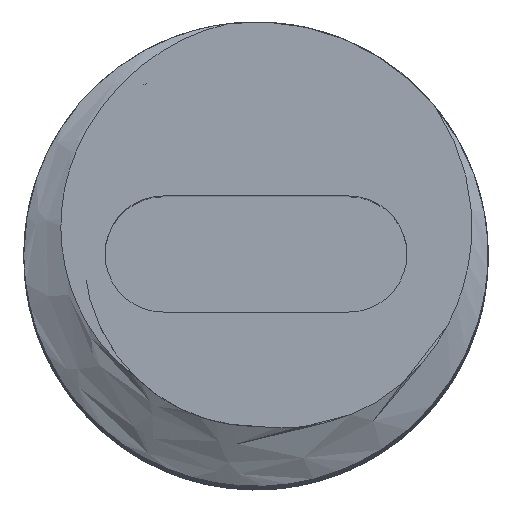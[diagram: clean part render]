
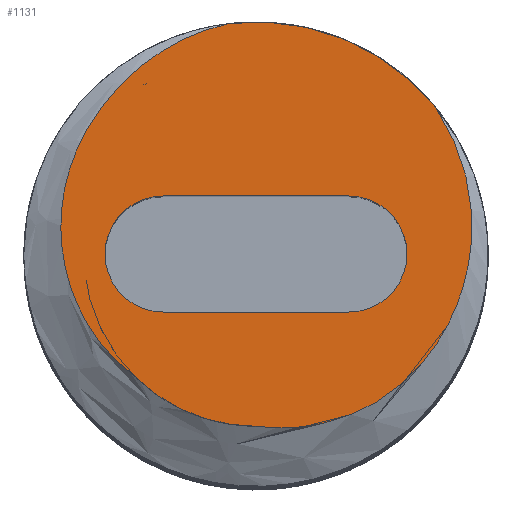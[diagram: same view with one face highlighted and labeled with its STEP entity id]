
A CAD part, top view. The second image highlights one B-rep face of the part: STEP entity #1131.
In plain terms, the highlighted planar face has unit normal (0, 0, 1).
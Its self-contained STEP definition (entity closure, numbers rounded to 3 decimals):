
#18=FACE_BOUND('',#142,.T.);
#22=PLANE('',#1221);
#80=FACE_OUTER_BOUND('',#141,.T.);
#141=EDGE_LOOP('',(#896,#897,#898,#899));
#142=EDGE_LOOP('',(#900,#901,#902,#903));
#150=CIRCLE('',#1209,0.742);
#151=CIRCLE('',#1211,1.);
#152=CIRCLE('',#1214,0.25);
#154=CIRCLE('',#1218,0.25);
#259=B_SPLINE_CURVE_WITH_KNOTS('',3,(#8413,#8414,#8415,#8416,#8417,#8418,
#8419,#8420,#8421,#8422,#8423,#8424,#8425,#8426,#8427,#8428,#8429,#8430,
#8431,#8432,#8433,#8434,#8435,#8436,#8437,#8438,#8439,#8440,#8441,#8442,
#8443,#8444,#8445,#8446),.UNSPECIFIED.,.F.,.F.,(4,3,3,3,3,3,3,3,3,3,3,4),
(-0.185,-0.176,-0.171,-0.164,
-0.16,-0.135,-0.113,-0.098,
-0.089,-0.049,-0.019,0.),
 .UNSPECIFIED.);
#260=B_SPLINE_CURVE_WITH_KNOTS('',3,(#8447,#8448,#8449,#8450,#8451,#8452,
#8453,#8454,#8455,#8456,#8457,#8458,#8459,#8460,#8461,#8462,#8463,#8464,
#8465,#8466,#8467,#8468,#8469,#8470,#8471,#8472,#8473,#8474,#8475,#8476,
#8477,#8478,#8479,#8480,#8481,#8482,#8483,#8484,#8485,#8486,#8487,#8488,
#8489,#8490,#8491,#8492),.UNSPECIFIED.,.F.,.F.,(4,3,3,3,3,3,3,3,3,3,3,3,
3,3,3,4),(-0.371,-0.317,-0.286,-0.265,
-0.246,-0.18,-0.137,-0.115,
-0.102,-0.094,-0.093,-0.07,
-0.056,-0.048,-0.027,0.),
 .UNSPECIFIED.);
#313=LINE('',#8390,#371);
#318=LINE('',#8404,#376);
#371=VECTOR('',#1391,10.);
#376=VECTOR('',#1404,10.);
#482=VERTEX_POINT('',#8154);
#483=VERTEX_POINT('',#8216);
#484=VERTEX_POINT('',#8274);
#485=VERTEX_POINT('',#8336);
#486=VERTEX_POINT('',#8388);
#487=VERTEX_POINT('',#8389);
#490=VERTEX_POINT('',#8397);
#492=VERTEX_POINT('',#8403);
#647=EDGE_CURVE('',#482,#483,#150,.T.);
#650=EDGE_CURVE('',#485,#484,#151,.T.);
#652=EDGE_CURVE('',#486,#487,#313,.T.);
#656=EDGE_CURVE('',#490,#486,#152,.T.);
#659=EDGE_CURVE('',#492,#490,#318,.T.);
#662=EDGE_CURVE('',#487,#492,#154,.T.);
#664=EDGE_CURVE('',#483,#484,#259,.T.);
#665=EDGE_CURVE('',#485,#482,#260,.T.);
#896=ORIENTED_EDGE('',*,*,#650,.T.);
#897=ORIENTED_EDGE('',*,*,#664,.F.);
#898=ORIENTED_EDGE('',*,*,#647,.F.);
#899=ORIENTED_EDGE('',*,*,#665,.F.);
#900=ORIENTED_EDGE('',*,*,#652,.T.);
#901=ORIENTED_EDGE('',*,*,#662,.T.);
#902=ORIENTED_EDGE('',*,*,#659,.T.);
#903=ORIENTED_EDGE('',*,*,#656,.T.);
#1131=ADVANCED_FACE('',(#80,#18),#22,.F.);
#1209=AXIS2_PLACEMENT_3D('',#8217,#1383,#1384);
#1211=AXIS2_PLACEMENT_3D('',#8337,#1387,#1388);
#1214=AXIS2_PLACEMENT_3D('',#8398,#1397,#1398);
#1218=AXIS2_PLACEMENT_3D('',#8409,#1409,#1410);
#1221=AXIS2_PLACEMENT_3D('',#8412,#1415,#1416);
#1383=DIRECTION('center_axis',(0.,0.,-1.));
#1384=DIRECTION('ref_axis',(0.,1.,0.));
#1387=DIRECTION('center_axis',(0.,0.,1.));
#1388=DIRECTION('ref_axis',(1.,0.,0.));
#1391=DIRECTION('',(1.,0.,0.));
#1397=DIRECTION('center_axis',(0.,0.,-1.));
#1398=DIRECTION('ref_axis',(0.,1.,0.));
#1404=DIRECTION('',(-1.,0.,0.));
#1409=DIRECTION('center_axis',(0.,0.,-1.));
#1410=DIRECTION('ref_axis',(0.,-1.,0.));
#1415=DIRECTION('center_axis',(0.,0.,-1.));
#1416=DIRECTION('ref_axis',(-1.,0.,0.));
#8154=CARTESIAN_POINT('',(0.,-0.742,0.));
#8216=CARTESIAN_POINT('',(-0.52,-0.529,0.));
#8217=CARTESIAN_POINT('Origin',(0.,0.,
0.));
#8274=CARTESIAN_POINT('',(-0.116,0.993,0.));
#8336=CARTESIAN_POINT('',(0.774,0.633,0.));
#8337=CARTESIAN_POINT('Origin',(0.,0.,0.));
#8388=CARTESIAN_POINT('',(-0.4,0.25,0.));
#8389=CARTESIAN_POINT('',(0.4,0.25,0.));
#8390=CARTESIAN_POINT('',(-0.2,0.25,0.));
#8397=CARTESIAN_POINT('',(-0.4,-0.25,0.));
#8398=CARTESIAN_POINT('Origin',(-0.4,0.,0.));
#8403=CARTESIAN_POINT('',(0.4,-0.25,0.));
#8404=CARTESIAN_POINT('',(0.2,-0.25,0.));
#8409=CARTESIAN_POINT('Origin',(0.4,0.,0.));
#8412=CARTESIAN_POINT('Origin',(0.,0.,0.));
#8413=CARTESIAN_POINT('Ctrl Pts',(-0.52,-0.529,
0.));
#8414=CARTESIAN_POINT('Ctrl Pts',(-0.557,-0.503,
0.));
#8415=CARTESIAN_POINT('Ctrl Pts',(-0.592,-0.472,
0.));
#8416=CARTESIAN_POINT('Ctrl Pts',(-0.624,-0.439,
0.));
#8417=CARTESIAN_POINT('Ctrl Pts',(-0.64,-0.421,
0.));
#8418=CARTESIAN_POINT('Ctrl Pts',(-0.655,-0.403,
0.));
#8419=CARTESIAN_POINT('Ctrl Pts',(-0.669,-0.386,
0.));
#8420=CARTESIAN_POINT('Ctrl Pts',(-0.687,-0.363,
0.));
#8421=CARTESIAN_POINT('Ctrl Pts',(-0.702,-0.34,
0.));
#8422=CARTESIAN_POINT('Ctrl Pts',(-0.715,-0.319,
0.));
#8423=CARTESIAN_POINT('Ctrl Pts',(-0.724,-0.305,
0.));
#8424=CARTESIAN_POINT('Ctrl Pts',(-0.731,-0.292,
0.));
#8425=CARTESIAN_POINT('Ctrl Pts',(-0.739,-0.279,
0.));
#8426=CARTESIAN_POINT('Ctrl Pts',(-0.781,-0.203,
0.));
#8427=CARTESIAN_POINT('Ctrl Pts',(-0.81,-0.12,
0.));
#8428=CARTESIAN_POINT('Ctrl Pts',(-0.826,-0.034,
0.));
#8429=CARTESIAN_POINT('Ctrl Pts',(-0.841,0.042,
0.));
#8430=CARTESIAN_POINT('Ctrl Pts',(-0.844,0.119,
0.));
#8431=CARTESIAN_POINT('Ctrl Pts',(-0.837,0.196,0.));
#8432=CARTESIAN_POINT('Ctrl Pts',(-0.832,0.249,
0.));
#8433=CARTESIAN_POINT('Ctrl Pts',(-0.822,0.302,
0.));
#8434=CARTESIAN_POINT('Ctrl Pts',(-0.807,0.352,0.));
#8435=CARTESIAN_POINT('Ctrl Pts',(-0.797,0.384,
0.));
#8436=CARTESIAN_POINT('Ctrl Pts',(-0.786,0.416,
0.));
#8437=CARTESIAN_POINT('Ctrl Pts',(-0.773,0.446,0.));
#8438=CARTESIAN_POINT('Ctrl Pts',(-0.72,0.569,
0.));
#8439=CARTESIAN_POINT('Ctrl Pts',(-0.643,0.676,
0.));
#8440=CARTESIAN_POINT('Ctrl Pts',(-0.547,0.765,0.));
#8441=CARTESIAN_POINT('Ctrl Pts',(-0.473,0.834,
0.));
#8442=CARTESIAN_POINT('Ctrl Pts',(-0.388,0.891,
0.));
#8443=CARTESIAN_POINT('Ctrl Pts',(-0.295,0.933,
0.));
#8444=CARTESIAN_POINT('Ctrl Pts',(-0.238,0.959,
0.));
#8445=CARTESIAN_POINT('Ctrl Pts',(-0.178,0.979,
0.));
#8446=CARTESIAN_POINT('Ctrl Pts',(-0.116,0.993,
0.));
#8447=CARTESIAN_POINT('Ctrl Pts',(0.774,0.633,0.));
#8448=CARTESIAN_POINT('Ctrl Pts',(0.798,0.597,0.));
#8449=CARTESIAN_POINT('Ctrl Pts',(0.825,0.549,0.));
#8450=CARTESIAN_POINT('Ctrl Pts',(0.851,0.491,0.));
#8451=CARTESIAN_POINT('Ctrl Pts',(0.866,0.458,0.));
#8452=CARTESIAN_POINT('Ctrl Pts',(0.88,0.421,0.));
#8453=CARTESIAN_POINT('Ctrl Pts',(0.892,0.381,0.));
#8454=CARTESIAN_POINT('Ctrl Pts',(0.9,0.353,0.));
#8455=CARTESIAN_POINT('Ctrl Pts',(0.907,0.323,0.));
#8456=CARTESIAN_POINT('Ctrl Pts',(0.913,0.292,0.));
#8457=CARTESIAN_POINT('Ctrl Pts',(0.919,0.265,0.));
#8458=CARTESIAN_POINT('Ctrl Pts',(0.923,0.237,0.));
#8459=CARTESIAN_POINT('Ctrl Pts',(0.925,0.209,0.));
#8460=CARTESIAN_POINT('Ctrl Pts',(0.935,0.113,0.));
#8461=CARTESIAN_POINT('Ctrl Pts',(0.929,0.015,
0.));
#8462=CARTESIAN_POINT('Ctrl Pts',(0.908,-0.08,
0.));
#8463=CARTESIAN_POINT('Ctrl Pts',(0.894,-0.143,
0.));
#8464=CARTESIAN_POINT('Ctrl Pts',(0.874,-0.204,
0.));
#8465=CARTESIAN_POINT('Ctrl Pts',(0.847,-0.263,
0.));
#8466=CARTESIAN_POINT('Ctrl Pts',(0.833,-0.292,
0.));
#8467=CARTESIAN_POINT('Ctrl Pts',(0.818,-0.321,
0.));
#8468=CARTESIAN_POINT('Ctrl Pts',(0.802,-0.349,
0.));
#8469=CARTESIAN_POINT('Ctrl Pts',(0.792,-0.366,
0.));
#8470=CARTESIAN_POINT('Ctrl Pts',(0.781,-0.382,
0.));
#8471=CARTESIAN_POINT('Ctrl Pts',(0.77,-0.399,0.));
#8472=CARTESIAN_POINT('Ctrl Pts',(0.764,-0.408,0.));
#8473=CARTESIAN_POINT('Ctrl Pts',(0.758,-0.416,0.));
#8474=CARTESIAN_POINT('Ctrl Pts',(0.75,-0.426,
0.));
#8475=CARTESIAN_POINT('Ctrl Pts',(0.749,-0.428,
0.));
#8476=CARTESIAN_POINT('Ctrl Pts',(0.748,-0.429,
0.));
#8477=CARTESIAN_POINT('Ctrl Pts',(0.747,-0.431,
0.));
#8478=CARTESIAN_POINT('Ctrl Pts',(0.722,-0.464,
0.));
#8479=CARTESIAN_POINT('Ctrl Pts',(0.686,-0.507,0.));
#8480=CARTESIAN_POINT('Ctrl Pts',(0.637,-0.55,
0.));
#8481=CARTESIAN_POINT('Ctrl Pts',(0.608,-0.576,0.));
#8482=CARTESIAN_POINT('Ctrl Pts',(0.574,-0.602,0.));
#8483=CARTESIAN_POINT('Ctrl Pts',(0.534,-0.627,
0.));
#8484=CARTESIAN_POINT('Ctrl Pts',(0.513,-0.641,
0.));
#8485=CARTESIAN_POINT('Ctrl Pts',(0.491,-0.653,
0.));
#8486=CARTESIAN_POINT('Ctrl Pts',(0.468,-0.665,
0.));
#8487=CARTESIAN_POINT('Ctrl Pts',(0.404,-0.697,
0.));
#8488=CARTESIAN_POINT('Ctrl Pts',(0.335,-0.721,
0.));
#8489=CARTESIAN_POINT('Ctrl Pts',(0.264,-0.735,0.));
#8490=CARTESIAN_POINT('Ctrl Pts',(0.177,-0.752,0.));
#8491=CARTESIAN_POINT('Ctrl Pts',(0.088,-0.754,
0.));
#8492=CARTESIAN_POINT('Ctrl Pts',(0.,-0.742,
0.));
